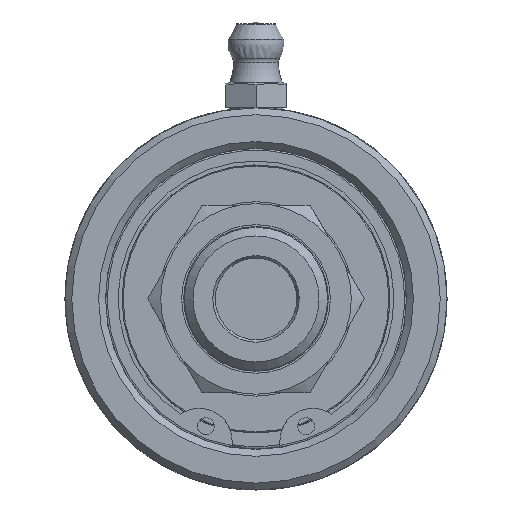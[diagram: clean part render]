
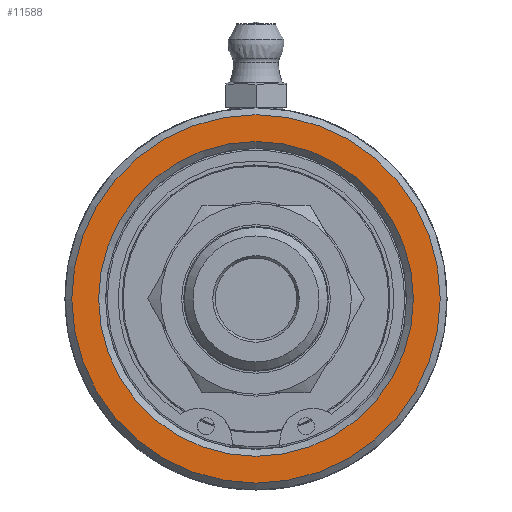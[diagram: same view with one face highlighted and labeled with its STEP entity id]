
A CAD part, left-side view. The second image highlights one B-rep face of the part: STEP entity #11588.
In plain terms, the highlighted planar face has unit normal (-1, 0, 0).
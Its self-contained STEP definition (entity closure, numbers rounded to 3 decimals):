
#574=PLANE('',#12569);
#654=FACE_BOUND('',#2263,.T.);
#894=CIRCLE('',#12568,21.45);
#895=CIRCLE('',#12570,18.325);
#1556=FACE_OUTER_BOUND('',#2262,.T.);
#2262=EDGE_LOOP('',(#10299));
#2263=EDGE_LOOP('',(#10300));
#5406=VERTEX_POINT('',#26258);
#5407=VERTEX_POINT('',#26262);
#7071=EDGE_CURVE('',#5406,#5406,#894,.T.);
#7072=EDGE_CURVE('',#5407,#5407,#895,.T.);
#10299=ORIENTED_EDGE('',*,*,#7071,.F.);
#10300=ORIENTED_EDGE('',*,*,#7072,.F.);
#11588=ADVANCED_FACE('',(#1556,#654),#574,.F.);
#12568=AXIS2_PLACEMENT_3D('',#26260,#15042,#15043);
#12569=AXIS2_PLACEMENT_3D('',#26261,#15044,#15045);
#12570=AXIS2_PLACEMENT_3D('',#26263,#15046,#15047);
#15042=DIRECTION('center_axis',(1.,0.,0.));
#15043=DIRECTION('ref_axis',(0.,0.,-1.));
#15044=DIRECTION('center_axis',(1.,0.,0.));
#15045=DIRECTION('ref_axis',(0.,0.,-1.));
#15046=DIRECTION('center_axis',(-1.,0.,0.));
#15047=DIRECTION('ref_axis',(0.,0.,-1.));
#26258=CARTESIAN_POINT('',(26.36,0.,21.45));
#26260=CARTESIAN_POINT('Origin',(26.36,0.,0.));
#26261=CARTESIAN_POINT('Origin',(26.36,0.,-22.25));
#26262=CARTESIAN_POINT('',(26.36,0.,18.325));
#26263=CARTESIAN_POINT('Origin',(26.36,0.,0.));
